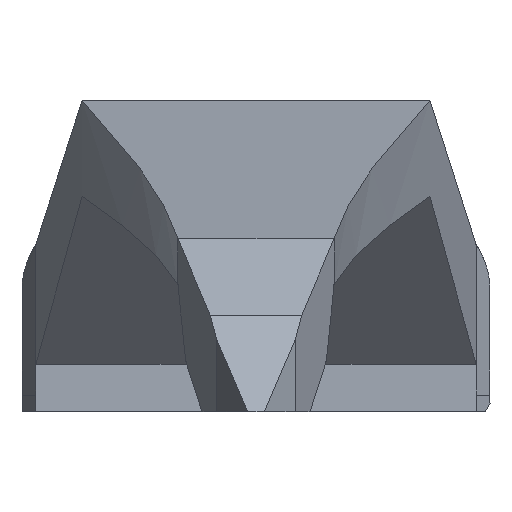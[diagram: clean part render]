
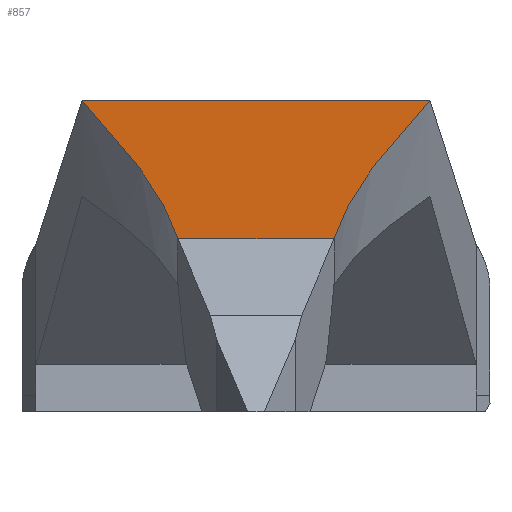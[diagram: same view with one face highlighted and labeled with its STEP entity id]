
A CAD part, front view. The second image highlights one B-rep face of the part: STEP entity #857.
In plain terms, the highlighted planar face has unit normal (0, -0.277, 0.961).
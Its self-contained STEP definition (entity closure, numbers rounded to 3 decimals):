
#29 = VECTOR ( 'NONE', #2660, 1000. ) ;
#57 = CARTESIAN_POINT ( 'NONE',  ( -34.255, -92.286, 24.261 ) ) ;
#213 = CARTESIAN_POINT ( 'NONE',  ( 12.9, -34.659, 40.841 ) ) ;
#239 = ORIENTED_EDGE ( 'NONE', *, *, #2009, .T. ) ;
#352 = CARTESIAN_POINT ( 'NONE',  ( -17.255, -92.286, 24.261 ) ) ;
#364 = ORIENTED_EDGE ( 'NONE', *, *, #1384, .F. ) ;
#499 = AXIS2_PLACEMENT_3D ( 'NONE', #1686, #566, #2582 ) ;
#566 = DIRECTION ( 'NONE',  ( 0., 0.276, -0.961 ) ) ;
#625 = CARTESIAN_POINT ( 'NONE',  ( -28.722, -34.659, 40.841 ) ) ;
#667 = CARTESIAN_POINT ( 'NONE',  ( 1.433, -92.286, 24.261 ) ) ;
#825 = VERTEX_POINT ( 'NONE', #352 ) ;
#827 = EDGE_CURVE ( 'NONE', #970, #825, #2357, .T. ) ;
#857 = ADVANCED_FACE ( 'NONE', ( #2382 ), #1671, .F. ) ;
#970 = VERTEX_POINT ( 'NONE', #625 ) ;
#1037 = CARTESIAN_POINT ( 'NONE',  ( -26.221, -44.152, 38.109 ) ) ;
#1175 = CARTESIAN_POINT ( 'NONE',  ( 1.433, -92.286, 24.261 ) ) ;
#1211 = CARTESIAN_POINT ( 'NONE',  ( -19.726, -72.86, 29.85 ) ) ;
#1306 = CARTESIAN_POINT ( 'NONE',  ( 2.291, -82.519, 27.071 ) ) ;
#1352 = ORIENTED_EDGE ( 'NONE', *, *, #827, .T. ) ;
#1384 = EDGE_CURVE ( 'NONE', #970, #2708, #1682, .T. ) ;
#1615 = ORIENTED_EDGE ( 'NONE', *, *, #2792, .F. ) ;
#1671 = PLANE ( 'NONE',  #499 ) ;
#1682 = LINE ( 'NONE', #2395, #29 ) ;
#1686 = CARTESIAN_POINT ( 'NONE',  ( -34.255, -13.501, 46.928 ) ) ;
#1779 = B_SPLINE_CURVE_WITH_KNOTS ( 'NONE', 3,
 ( #213, #1811, #2020, #2551, #1306, #667 ),
 .UNSPECIFIED., .F., .F.,
 ( 4, 2, 4 ),
 ( 0., 0.031, 0.061 ),
 .UNSPECIFIED. ) ;
#1811 = CARTESIAN_POINT ( 'NONE',  ( 10.399, -44.152, 38.109 ) ) ;
#1835 = VERTEX_POINT ( 'NONE', #1175 ) ;
#1886 = CARTESIAN_POINT ( 'NONE',  ( -23.785, -53.661, 35.374 ) ) ;
#1900 = CARTESIAN_POINT ( 'NONE',  ( -18.113, -82.519, 27.071 ) ) ;
#1936 = CARTESIAN_POINT ( 'NONE',  ( 12.9, -34.659, 40.841 ) ) ;
#2009 = EDGE_CURVE ( 'NONE', #825, #1835, #2474, .T. ) ;
#2020 = CARTESIAN_POINT ( 'NONE',  ( 7.963, -53.661, 35.374 ) ) ;
#2026 = EDGE_LOOP ( 'NONE', ( #364, #1352, #239, #1615 ) ) ;
#2054 = VECTOR ( 'NONE', #2291, 1000. ) ;
#2126 = CARTESIAN_POINT ( 'NONE',  ( -17.255, -92.286, 24.261 ) ) ;
#2291 = DIRECTION ( 'NONE',  ( 1., 0., 0. ) ) ;
#2357 = B_SPLINE_CURVE_WITH_KNOTS ( 'NONE', 3,
 ( #2563, #1037, #1886, #1211, #1900, #2126 ),
 .UNSPECIFIED., .F., .F.,
 ( 4, 2, 4 ),
 ( 0., 0.031, 0.061 ),
 .UNSPECIFIED. ) ;
#2382 = FACE_OUTER_BOUND ( 'NONE', #2026, .T. ) ;
#2395 = CARTESIAN_POINT ( 'NONE',  ( -34.255, -34.659, 40.841 ) ) ;
#2474 = LINE ( 'NONE', #57, #2054 ) ;
#2551 = CARTESIAN_POINT ( 'NONE',  ( 3.905, -72.86, 29.85 ) ) ;
#2563 = CARTESIAN_POINT ( 'NONE',  ( -28.722, -34.659, 40.841 ) ) ;
#2582 = DIRECTION ( 'NONE',  ( 0., 0.961, 0.276 ) ) ;
#2660 = DIRECTION ( 'NONE',  ( 1., 0., 0. ) ) ;
#2708 = VERTEX_POINT ( 'NONE', #1936 ) ;
#2792 = EDGE_CURVE ( 'NONE', #2708, #1835, #1779, .T. ) ;
